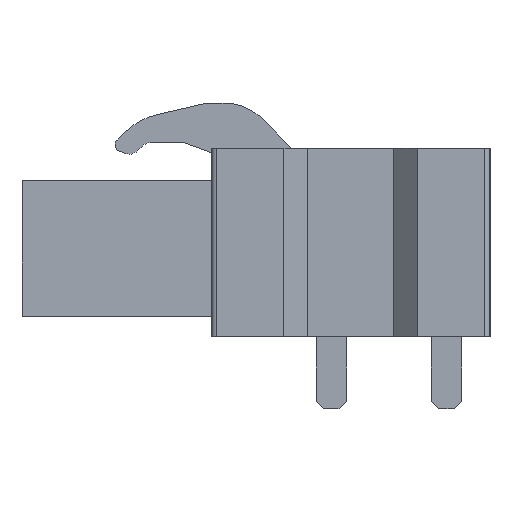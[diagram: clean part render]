
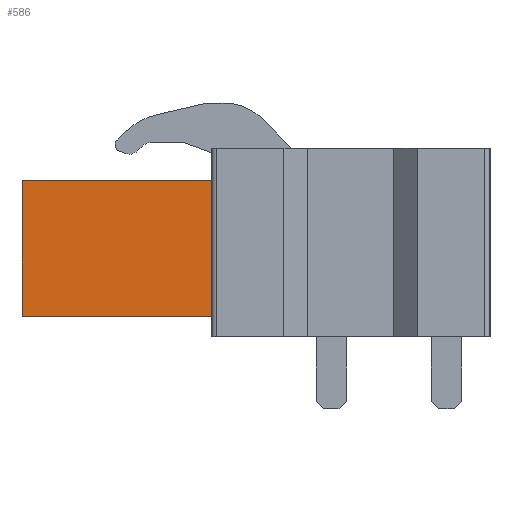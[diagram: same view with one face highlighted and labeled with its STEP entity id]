
A CAD part, left-side view. The second image highlights one B-rep face of the part: STEP entity #586.
In plain terms, the highlighted planar face has unit normal (-1, 0, 0).
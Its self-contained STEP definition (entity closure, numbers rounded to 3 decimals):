
#492=AXIS2_PLACEMENT_3D('Plane Axis2P3D',#489,#490,#491) ;
#89=CARTESIAN_POINT('Vertex',(5.08,20.65,4.075)) ;
#92=CARTESIAN_POINT('Line Origine',(5.08,20.65,7.075)) ;
#96=CARTESIAN_POINT('Vertex',(5.08,20.65,10.075)) ;
#489=CARTESIAN_POINT('Axis2P3D Location',(5.08,0.4,3.2)) ;
#529=CARTESIAN_POINT('Line Origine',(5.08,12.175,10.95)) ;
#533=CARTESIAN_POINT('Vertex',(5.08,12.05,10.95)) ;
#535=CARTESIAN_POINT('Vertex',(5.08,12.3,10.95)) ;
#538=CARTESIAN_POINT('Line Origine',(5.08,12.3,10.513)) ;
#542=CARTESIAN_POINT('Vertex',(5.08,12.3,10.075)) ;
#545=CARTESIAN_POINT('Line Origine',(5.08,16.475,10.075)) ;
#550=CARTESIAN_POINT('Line Origine',(5.08,16.475,4.075)) ;
#554=CARTESIAN_POINT('Vertex',(5.08,12.3,4.075)) ;
#557=CARTESIAN_POINT('Line Origine',(5.08,12.3,3.638)) ;
#561=CARTESIAN_POINT('Vertex',(5.08,12.3,3.2)) ;
#564=CARTESIAN_POINT('Line Origine',(5.08,12.175,3.2)) ;
#568=CARTESIAN_POINT('Vertex',(5.08,12.05,3.2)) ;
#571=CARTESIAN_POINT('Line Origine',(5.08,12.05,7.075)) ;
#93=DIRECTION('Vector Direction',(0.,0.,1.)) ;
#490=DIRECTION('Axis2P3D Direction',(-1.,0.,0.)) ;
#491=DIRECTION('Axis2P3D XDirection',(0.,0.,1.)) ;
#530=DIRECTION('Vector Direction',(0.,1.,0.)) ;
#539=DIRECTION('Vector Direction',(0.,0.,-1.)) ;
#546=DIRECTION('Vector Direction',(0.,1.,0.)) ;
#551=DIRECTION('Vector Direction',(0.,1.,0.)) ;
#558=DIRECTION('Vector Direction',(0.,0.,1.)) ;
#565=DIRECTION('Vector Direction',(0.,1.,0.)) ;
#572=DIRECTION('Vector Direction',(0.,0.,-1.)) ;
#94=VECTOR('Line Direction',#93,1.) ;
#531=VECTOR('Line Direction',#530,1.) ;
#540=VECTOR('Line Direction',#539,1.) ;
#547=VECTOR('Line Direction',#546,1.) ;
#552=VECTOR('Line Direction',#551,1.) ;
#559=VECTOR('Line Direction',#558,1.) ;
#566=VECTOR('Line Direction',#565,1.) ;
#573=VECTOR('Line Direction',#572,1.) ;
#577=ORIENTED_EDGE('',*,*,#537,.T.) ;
#578=ORIENTED_EDGE('',*,*,#544,.F.) ;
#579=ORIENTED_EDGE('',*,*,#549,.F.) ;
#580=ORIENTED_EDGE('',*,*,#98,.T.) ;
#581=ORIENTED_EDGE('',*,*,#556,.F.) ;
#582=ORIENTED_EDGE('',*,*,#563,.F.) ;
#583=ORIENTED_EDGE('',*,*,#570,.F.) ;
#584=ORIENTED_EDGE('',*,*,#575,.F.) ;
#586=ADVANCED_FACE('BLL5.08/21/90FI 3.2SN OR 1843940000',(#585),#493,.T.) ;
#98=EDGE_CURVE('',#97,#90,#95,.F.) ;
#537=EDGE_CURVE('',#534,#536,#532,.T.) ;
#544=EDGE_CURVE('',#543,#536,#541,.F.) ;
#549=EDGE_CURVE('',#97,#543,#548,.F.) ;
#556=EDGE_CURVE('',#555,#90,#553,.T.) ;
#563=EDGE_CURVE('',#562,#555,#560,.T.) ;
#570=EDGE_CURVE('',#569,#562,#567,.T.) ;
#575=EDGE_CURVE('',#534,#569,#574,.T.) ;
#576=EDGE_LOOP('',(#577,#578,#579,#580,#581,#582,#583,#584)) ;
#585=FACE_OUTER_BOUND('',#576,.T.) ;
#95=LINE('Line',#92,#94) ;
#532=LINE('Line',#529,#531) ;
#541=LINE('Line',#538,#540) ;
#548=LINE('Line',#545,#547) ;
#553=LINE('Line',#550,#552) ;
#560=LINE('Line',#557,#559) ;
#567=LINE('Line',#564,#566) ;
#574=LINE('Line',#571,#573) ;
#493=PLANE('',#492) ;
#90=VERTEX_POINT('',#89) ;
#97=VERTEX_POINT('',#96) ;
#534=VERTEX_POINT('',#533) ;
#536=VERTEX_POINT('',#535) ;
#543=VERTEX_POINT('',#542) ;
#555=VERTEX_POINT('',#554) ;
#562=VERTEX_POINT('',#561) ;
#569=VERTEX_POINT('',#568) ;
